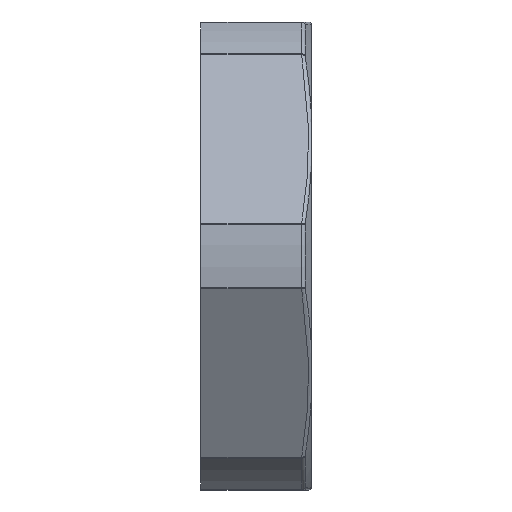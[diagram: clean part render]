
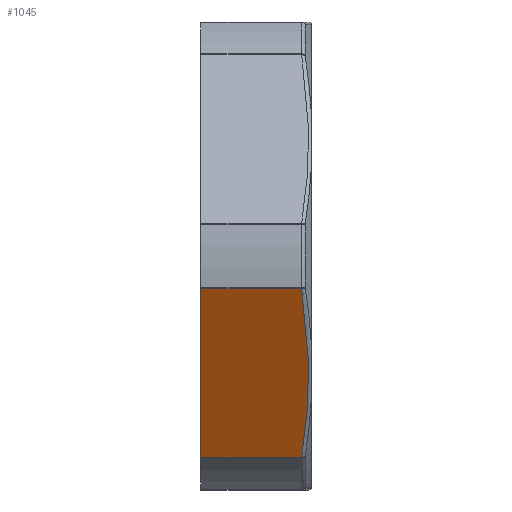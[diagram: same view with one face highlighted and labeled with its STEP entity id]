
A CAD part, front view. The second image highlights one B-rep face of the part: STEP entity #1045.
In plain terms, the highlighted planar face has unit normal (0, -0.866, -0.5).
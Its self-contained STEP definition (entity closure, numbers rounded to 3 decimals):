
#59=PLANE('',#1189);
#202=FACE_OUTER_BOUND('',#284,.T.);
#284=EDGE_LOOP('',(#860,#861,#862,#863));
#337=LINE('',#2449,#370);
#350=LINE('',#2843,#383);
#352=LINE('',#2864,#385);
#370=VECTOR('',#1319,10.);
#383=VECTOR('',#1448,10.);
#385=VECTOR('',#1472,10.);
#417=B_SPLINE_CURVE_WITH_KNOTS('',3,(#2859,#2860,#2861,#2862,#2863),
 .UNSPECIFIED.,.F.,.F.,(4,1,4),(0.216,0.68,1.299),
 .UNSPECIFIED.);
#456=VERTEX_POINT('',#2446);
#457=VERTEX_POINT('',#2448);
#498=VERTEX_POINT('',#2841);
#501=VERTEX_POINT('',#2858);
#559=EDGE_CURVE('',#456,#457,#337,.T.);
#627=EDGE_CURVE('',#498,#456,#350,.T.);
#635=EDGE_CURVE('',#501,#498,#417,.T.);
#636=EDGE_CURVE('',#457,#501,#352,.T.);
#860=ORIENTED_EDGE('',*,*,#627,.F.);
#861=ORIENTED_EDGE('',*,*,#635,.F.);
#862=ORIENTED_EDGE('',*,*,#636,.F.);
#863=ORIENTED_EDGE('',*,*,#559,.F.);
#1045=ADVANCED_FACE('',(#202),#59,.F.);
#1189=AXIS2_PLACEMENT_3D('',#2857,#1470,#1471);
#1319=DIRECTION('',(0.,-0.5,0.866));
#1448=DIRECTION('',(-1.,0.,0.));
#1470=DIRECTION('center_axis',(0.,0.866,0.5));
#1471=DIRECTION('ref_axis',(0.,0.5,-0.866));
#1472=DIRECTION('',(1.,0.,0.));
#2446=CARTESIAN_POINT('',(-6.14,-8.561,-11.171));
#2448=CARTESIAN_POINT('',(-6.14,-13.955,-1.829));
#2449=CARTESIAN_POINT('',(-6.14,-10.856,-7.198));
#2841=CARTESIAN_POINT('',(-0.531,-8.561,-11.171));
#2843=CARTESIAN_POINT('',(-3.07,-8.561,-11.171));
#2857=CARTESIAN_POINT('Origin',(0.,-13.975,-1.794));
#2858=CARTESIAN_POINT('',(-0.531,-13.955,-1.829));
#2859=CARTESIAN_POINT('Ctrl Pts',(-0.531,-13.955,-1.829));
#2860=CARTESIAN_POINT('Ctrl Pts',(-0.318,-13.189,
-3.155));
#2861=CARTESIAN_POINT('Ctrl Pts',(0.001,-11.388,
-6.275));
#2862=CARTESIAN_POINT('Ctrl Pts',(-0.247,-9.583,
-9.403));
#2863=CARTESIAN_POINT('Ctrl Pts',(-0.531,-8.561,
-11.171));
#2864=CARTESIAN_POINT('',(-3.07,-13.955,-1.829));
